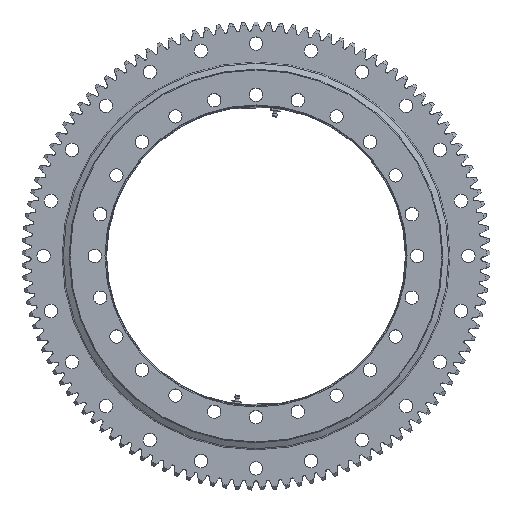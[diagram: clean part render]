
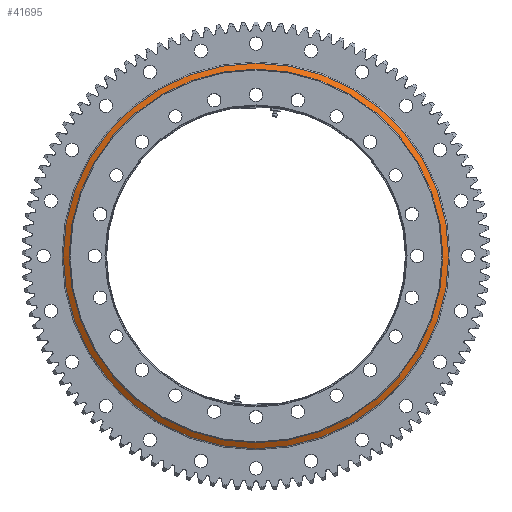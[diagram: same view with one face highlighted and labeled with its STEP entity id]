
A CAD part, top view. The second image highlights one B-rep face of the part: STEP entity #41695.
In plain terms, the highlighted conical face has half-angle 58.57 degrees and reference radius 237.5 mm.
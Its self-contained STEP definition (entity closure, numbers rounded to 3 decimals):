
#92 = CIRCLE ( 'NONE', #14453, 245.044 ) ;
#1715 = CIRCLE ( 'NONE', #20136, 237.5 ) ;
#3475 = VERTEX_POINT ( 'NONE', #51440 ) ;
#6321 = DIRECTION ( 'NONE',  ( 0., -1., 0. ) ) ;
#6509 = CARTESIAN_POINT ( 'NONE',  ( 230.5, 2., 0. ) ) ;
#6933 = DIRECTION ( 'NONE',  ( 0., 0., -1. ) ) ;
#8218 = ORIENTED_EDGE ( 'NONE', *, *, #12933, .F. ) ;
#11239 = DIRECTION ( 'NONE',  ( 0., -1., 0. ) ) ;
#12933 = EDGE_CURVE ( 'NONE', #3475, #3475, #92, .T. ) ;
#13006 = AXIS2_PLACEMENT_3D ( 'NONE', #48859, #39421, #34881 ) ;
#14453 = AXIS2_PLACEMENT_3D ( 'NONE', #20733, #6321, #6933 ) ;
#20136 = AXIS2_PLACEMENT_3D ( 'NONE', #6509, #11239, #49482 ) ;
#20733 = CARTESIAN_POINT ( 'NONE',  ( 230.5, -2.61, 0. ) ) ;
#25376 = FACE_OUTER_BOUND ( 'NONE', #58345, .T. ) ;
#34881 = DIRECTION ( 'NONE',  ( 0., 0., -1. ) ) ;
#37066 = CONICAL_SURFACE ( 'NONE', #13006, 237.5, 1.022 ) ;
#39421 = DIRECTION ( 'NONE',  ( 0., -1., 0. ) ) ;
#40012 = FACE_BOUND ( 'NONE', #45118, .T. ) ;
#41695 = ADVANCED_FACE ( 'NONE', ( #25376, #40012 ), #37066, .T. ) ;
#41725 = EDGE_CURVE ( 'NONE', #56342, #56342, #1715, .T. ) ;
#42631 = ORIENTED_EDGE ( 'NONE', *, *, #41725, .T. ) ;
#45118 = EDGE_LOOP ( 'NONE', ( #42631 ) ) ;
#48140 = CARTESIAN_POINT ( 'NONE',  ( 230.5, 2., -237.5 ) ) ;
#48859 = CARTESIAN_POINT ( 'NONE',  ( 230.5, 2., 0. ) ) ;
#49482 = DIRECTION ( 'NONE',  ( 0., 0., -1. ) ) ;
#51440 = CARTESIAN_POINT ( 'NONE',  ( 230.5, -2.61, -245.044 ) ) ;
#56342 = VERTEX_POINT ( 'NONE', #48140 ) ;
#58345 = EDGE_LOOP ( 'NONE', ( #8218 ) ) ;
